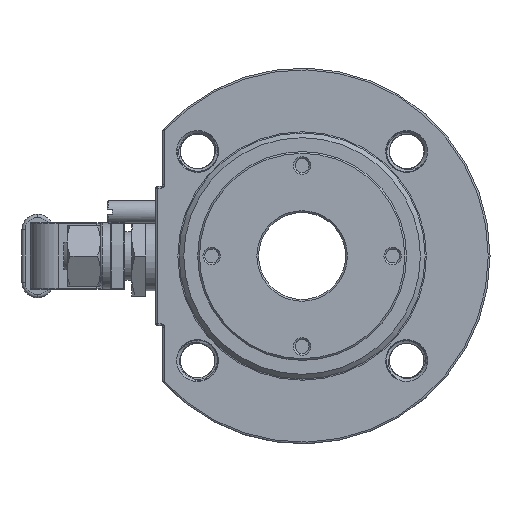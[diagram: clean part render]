
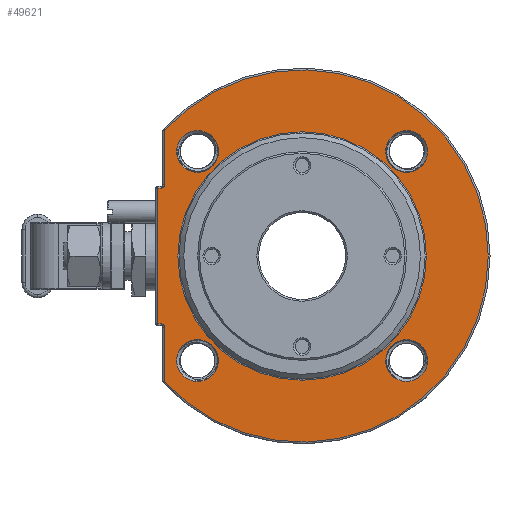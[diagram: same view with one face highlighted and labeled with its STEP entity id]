
A CAD part, left-side view. The second image highlights one B-rep face of the part: STEP entity #49621.
In plain terms, the highlighted planar face has unit normal (-1, 0, 0).
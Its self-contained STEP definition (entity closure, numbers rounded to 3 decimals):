
#453 = CIRCLE ( 'NONE', #64462, 1. ) ;
#578 = CIRCLE ( 'NONE', #64226, 53.5 ) ;
#1381 = CARTESIAN_POINT ( 'NONE',  ( -20., -30.052, -30.052 ) ) ;
#1382 = DIRECTION ( 'NONE',  ( 1., 0., 0. ) ) ;
#1383 = DIRECTION ( 'NONE',  ( 0., -1., 0. ) ) ;
#11495 = CARTESIAN_POINT ( 'NONE',  ( -20., 30.052, -30.052 ) ) ;
#11496 = DIRECTION ( 'NONE',  ( 1., 0., 0. ) ) ;
#11497 = DIRECTION ( 'NONE',  ( 0., -1., 0. ) ) ;
#11889 = CARTESIAN_POINT ( 'NONE',  ( -20., 40.5, 20.5 ) ) ;
#11890 = DIRECTION ( 'NONE',  ( -1., 0., 0. ) ) ;
#11891 = DIRECTION ( 'NONE',  ( 0., -1., 0. ) ) ;
#12012 = CARTESIAN_POINT ( 'NONE',  ( -20., -35.707, 0. ) ) ;
#14543 = PLANE ( 'NONE',  #34138 ) ;
#14545 = CARTESIAN_POINT ( 'NONE',  ( -20., 54., 0. ) ) ;
#14547 = DIRECTION ( 'NONE',  ( -1., 0., 0. ) ) ;
#14549 = DIRECTION ( 'NONE',  ( 0., -1., 0. ) ) ;
#15803 = DIRECTION ( 'NONE',  ( 0., -1., 0. ) ) ;
#15824 = CARTESIAN_POINT ( 'NONE',  ( -20., 40., -19.5 ) ) ;
#28585 = LINE ( 'NONE', #48408, #28586 ) ;
#28586 = VECTOR ( 'NONE', #48409, 1000. ) ;
#29291 = VERTEX_POINT ( 'NONE', #47425 ) ;
#32217 = EDGE_CURVE ( 'NONE', #42507, #42489, #62520, .T. ) ;
#32233 = EDGE_CURVE ( 'NONE', #42483, #42494, #28585, .T. ) ;
#32283 = EDGE_CURVE ( 'NONE', #43260, #43260, #63008, .T. ) ;
#32453 = EDGE_CURVE ( 'NONE', #42494, #42503, #58119, .T. ) ;
#33237 = VECTOR ( 'NONE', #41627, 1000. ) ;
#33238 = LINE ( 'NONE', #41709, #33237 ) ;
#33268 = CARTESIAN_POINT ( 'NONE',  ( -20., 39.5, -20.5 ) ) ;
#33272 = CARTESIAN_POINT ( 'NONE',  ( -20., 41.5, -19.5 ) ) ;
#33284 = CARTESIAN_POINT ( 'NONE',  ( -20., 41.5, 19.5 ) ) ;
#33292 = CARTESIAN_POINT ( 'NONE',  ( -20., 40.5, -19.5 ) ) ;
#33293 = CARTESIAN_POINT ( 'NONE',  ( -20., 39.5, 20.5 ) ) ;
#33298 = CARTESIAN_POINT ( 'NONE',  ( -20., 39.5, -36.083 ) ) ;
#33301 = VECTOR ( 'NONE', #57877, 1000. ) ;
#33302 = LINE ( 'NONE', #57875, #33301 ) ;
#33303 = CARTESIAN_POINT ( 'NONE',  ( -20., 40.5, 19.5 ) ) ;
#33308 = CARTESIAN_POINT ( 'NONE',  ( -20., 39.5, 36.083 ) ) ;
#33492 = CIRCLE ( 'NONE', #50948, 6. ) ;
#34062 = CIRCLE ( 'NONE', #50836, 35.707 ) ;
#34138 = AXIS2_PLACEMENT_3D ( 'NONE', #14545, #14547, #14549 ) ;
#37453 = EDGE_CURVE ( 'NONE', #42507, #42485, #33238, .T. ) ;
#37481 = EDGE_CURVE ( 'NONE', #42479, #42488, #33302, .T. ) ;
#41627 = DIRECTION ( 'NONE',  ( 0., 0., -1. ) ) ;
#41709 = CARTESIAN_POINT ( 'NONE',  ( -20., 39.5, 0. ) ) ;
#42019 = ORIENTED_EDGE ( 'NONE', *, *, #32283, .T. ) ;
#42072 = ORIENTED_EDGE ( 'NONE', *, *, #51475, .T. ) ;
#42074 = ORIENTED_EDGE ( 'NONE', *, *, #51536, .T. ) ;
#42150 = ORIENTED_EDGE ( 'NONE', *, *, #51438, .T. ) ;
#42177 = ORIENTED_EDGE ( 'NONE', *, *, #32217, .F. ) ;
#42479 = VERTEX_POINT ( 'NONE', #33308 ) ;
#42483 = VERTEX_POINT ( 'NONE', #33303 ) ;
#42485 = VERTEX_POINT ( 'NONE', #33298 ) ;
#42488 = VERTEX_POINT ( 'NONE', #33293 ) ;
#42489 = VERTEX_POINT ( 'NONE', #33292 ) ;
#42494 = VERTEX_POINT ( 'NONE', #33284 ) ;
#42503 = VERTEX_POINT ( 'NONE', #33272 ) ;
#42507 = VERTEX_POINT ( 'NONE', #33268 ) ;
#42788 = EDGE_LOOP ( 'NONE', ( #56166 ) ) ;
#42789 = EDGE_LOOP ( 'NONE', ( #42150 ) ) ;
#42792 = EDGE_LOOP ( 'NONE', ( #42072 ) ) ;
#42794 = EDGE_LOOP ( 'NONE', ( #55776 ) ) ;
#42797 = EDGE_LOOP ( 'NONE', ( #42019 ) ) ;
#42801 = EDGE_LOOP ( 'NONE', ( #55686, #42074, #55738, #55778, #56261, #55919, #56312, #42177 ) ) ;
#43258 = VERTEX_POINT ( 'NONE', #64761 ) ;
#43260 = VERTEX_POINT ( 'NONE', #63897 ) ;
#43268 = VERTEX_POINT ( 'NONE', #64072 ) ;
#45433 = CIRCLE ( 'NONE', #53179, 6. ) ;
#46869 = DIRECTION ( 'NONE',  ( -1., 0., 0. ) ) ;
#47068 = DIRECTION ( 'NONE',  ( 0., -1., 0. ) ) ;
#47231 = CARTESIAN_POINT ( 'NONE',  ( -20., 40.5, -20.5 ) ) ;
#47425 = CARTESIAN_POINT ( 'NONE',  ( -20., 33.79, -25.358 ) ) ;
#48408 = CARTESIAN_POINT ( 'NONE',  ( -20., 42., 19.5 ) ) ;
#48409 = DIRECTION ( 'NONE',  ( 0., 1., 0. ) ) ;
#48501 = CARTESIAN_POINT ( 'NONE',  ( -20., -30.052, 30.052 ) ) ;
#48502 = DIRECTION ( 'NONE',  ( 1., 0., 0. ) ) ;
#48503 = DIRECTION ( 'NONE',  ( 0., -1., 0. ) ) ;
#49621 = ADVANCED_FACE ( 'NONE', ( #55946, #56520, #56374, #56265, #56503, #56464 ), #14543, .T. ) ;
#50466 = AXIS2_PLACEMENT_3D ( 'NONE', #55968, #55970, #55972 ) ;
#50493 = AXIS2_PLACEMENT_3D ( 'NONE', #47231, #46869, #47068 ) ;
#50660 = AXIS2_PLACEMENT_3D ( 'NONE', #48501, #48502, #48503 ) ;
#50836 = AXIS2_PLACEMENT_3D ( 'NONE', #56677, #56679, #56682 ) ;
#50948 = AXIS2_PLACEMENT_3D ( 'NONE', #11495, #11496, #11497 ) ;
#51327 = EDGE_CURVE ( 'NONE', #42503, #42489, #51911, .T. ) ;
#51438 = EDGE_CURVE ( 'NONE', #43258, #43258, #63358, .T. ) ;
#51475 = EDGE_CURVE ( 'NONE', #67067, #67067, #34062, .T. ) ;
#51536 = EDGE_CURVE ( 'NONE', #42485, #42479, #578, .T. ) ;
#51910 = VECTOR ( 'NONE', #15803, 1000. ) ;
#51911 = LINE ( 'NONE', #15824, #51910 ) ;
#53179 = AXIS2_PLACEMENT_3D ( 'NONE', #1381, #1382, #1383 ) ;
#53199 = EDGE_CURVE ( 'NONE', #43268, #43268, #45433, .T. ) ;
#55686 = ORIENTED_EDGE ( 'NONE', *, *, #37453, .T. ) ;
#55738 = ORIENTED_EDGE ( 'NONE', *, *, #37481, .T. ) ;
#55776 = ORIENTED_EDGE ( 'NONE', *, *, #65509, .T. ) ;
#55778 = ORIENTED_EDGE ( 'NONE', *, *, #65829, .F. ) ;
#55919 = ORIENTED_EDGE ( 'NONE', *, *, #32453, .T. ) ;
#55946 = FACE_BOUND ( 'NONE', #42792, .T. ) ;
#55968 = CARTESIAN_POINT ( 'NONE',  ( -20., 30.052, 30.052 ) ) ;
#55970 = DIRECTION ( 'NONE',  ( 1., 0., 0. ) ) ;
#55972 = DIRECTION ( 'NONE',  ( 0., -1., 0. ) ) ;
#56166 = ORIENTED_EDGE ( 'NONE', *, *, #53199, .T. ) ;
#56261 = ORIENTED_EDGE ( 'NONE', *, *, #32233, .T. ) ;
#56265 = FACE_BOUND ( 'NONE', #42797, .T. ) ;
#56312 = ORIENTED_EDGE ( 'NONE', *, *, #51327, .T. ) ;
#56374 = FACE_BOUND ( 'NONE', #42789, .T. ) ;
#56464 = FACE_BOUND ( 'NONE', #42794, .T. ) ;
#56493 = CARTESIAN_POINT ( 'NONE',  ( -20., 41.5, -20. ) ) ;
#56494 = DIRECTION ( 'NONE',  ( 0., 0., -1. ) ) ;
#56503 = FACE_BOUND ( 'NONE', #42788, .T. ) ;
#56520 = FACE_OUTER_BOUND ( 'NONE', #42801, .T. ) ;
#56677 = CARTESIAN_POINT ( 'NONE',  ( -20., 0., 0. ) ) ;
#56679 = DIRECTION ( 'NONE',  ( 1., 0., 0. ) ) ;
#56682 = DIRECTION ( 'NONE',  ( 0., -1., 0. ) ) ;
#57729 = VECTOR ( 'NONE', #56494, 1000. ) ;
#57875 = CARTESIAN_POINT ( 'NONE',  ( -20., 39.5, 0. ) ) ;
#57877 = DIRECTION ( 'NONE',  ( 0., 0., -1. ) ) ;
#58119 = LINE ( 'NONE', #56493, #57729 ) ;
#58527 = CARTESIAN_POINT ( 'NONE',  ( -20., 0., 0. ) ) ;
#58529 = DIRECTION ( 'NONE',  ( -1., 0., 0. ) ) ;
#58532 = DIRECTION ( 'NONE',  ( 0., -1., 0. ) ) ;
#62520 = CIRCLE ( 'NONE', #50493, 1. ) ;
#63008 = CIRCLE ( 'NONE', #50660, 6. ) ;
#63358 = CIRCLE ( 'NONE', #50466, 6. ) ;
#63897 = CARTESIAN_POINT ( 'NONE',  ( -20., -33.79, 25.358 ) ) ;
#64072 = CARTESIAN_POINT ( 'NONE',  ( -20., -25.358, -33.79 ) ) ;
#64226 = AXIS2_PLACEMENT_3D ( 'NONE', #58527, #58529, #58532 ) ;
#64462 = AXIS2_PLACEMENT_3D ( 'NONE', #11889, #11890, #11891 ) ;
#64761 = CARTESIAN_POINT ( 'NONE',  ( -20., 25.358, 33.79 ) ) ;
#65509 = EDGE_CURVE ( 'NONE', #29291, #29291, #33492, .T. ) ;
#65829 = EDGE_CURVE ( 'NONE', #42483, #42488, #453, .T. ) ;
#67067 = VERTEX_POINT ( 'NONE', #12012 ) ;
